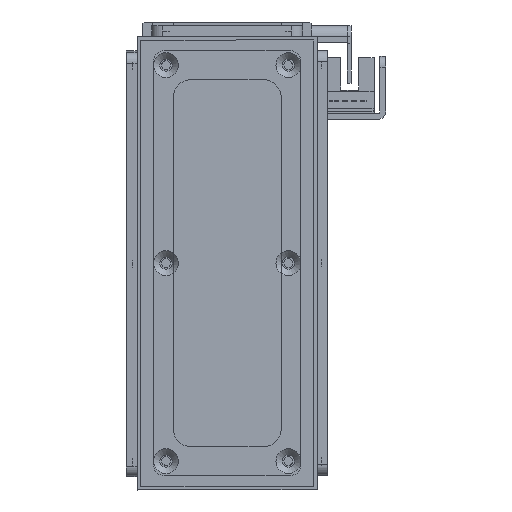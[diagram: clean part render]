
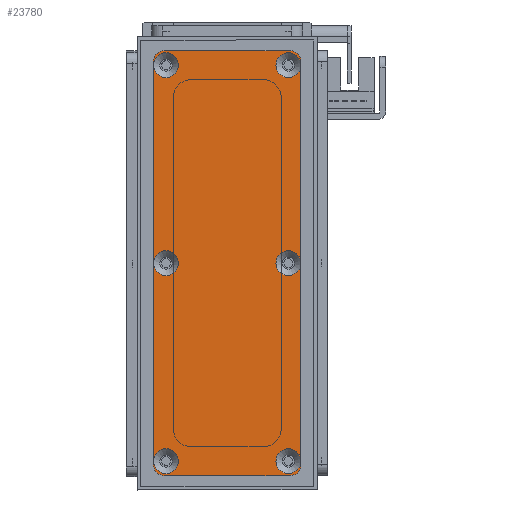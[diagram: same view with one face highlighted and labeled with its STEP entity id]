
A CAD part, front view. The second image highlights one B-rep face of the part: STEP entity #23780.
In plain terms, the highlighted face is planar.
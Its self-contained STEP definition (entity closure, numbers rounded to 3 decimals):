
#980=FACE_BOUND('',#4409,.T.);
#981=FACE_BOUND('',#4410,.T.);
#982=FACE_BOUND('',#4411,.T.);
#983=FACE_BOUND('',#4412,.T.);
#984=FACE_BOUND('',#4413,.T.);
#985=FACE_BOUND('',#4414,.T.);
#1572=PLANE('',#26501);
#2724=FACE_OUTER_BOUND('',#4408,.T.);
#4408=EDGE_LOOP('',(#21114,#21115,#21116,#21117,#21118,#21119,#21120,#21121));
#4409=EDGE_LOOP('',(#21122));
#4410=EDGE_LOOP('',(#21123));
#4411=EDGE_LOOP('',(#21124));
#4412=EDGE_LOOP('',(#21125));
#4413=EDGE_LOOP('',(#21126));
#4414=EDGE_LOOP('',(#21127));
#6437=LINE('',#40765,#8616);
#6441=LINE('',#40777,#8620);
#6445=LINE('',#40789,#8624);
#6449=LINE('',#40799,#8628);
#8616=VECTOR('',#32630,10.);
#8620=VECTOR('',#32642,10.);
#8624=VECTOR('',#32654,10.);
#8628=VECTOR('',#32666,10.);
#9817=CIRCLE('',#26455,3.45);
#9820=CIRCLE('',#26460,3.45);
#9823=CIRCLE('',#26465,3.45);
#9826=CIRCLE('',#26470,3.45);
#9829=CIRCLE('',#26475,3.45);
#9832=CIRCLE('',#26480,3.45);
#9836=CIRCLE('',#26486,3.);
#9838=CIRCLE('',#26490,3.);
#9840=CIRCLE('',#26494,3.);
#9842=CIRCLE('',#26498,3.);
#11846=VERTEX_POINT('',#40693);
#11849=VERTEX_POINT('',#40703);
#11852=VERTEX_POINT('',#40713);
#11855=VERTEX_POINT('',#40723);
#11858=VERTEX_POINT('',#40733);
#11861=VERTEX_POINT('',#40743);
#11866=VERTEX_POINT('',#40756);
#11867=VERTEX_POINT('',#40758);
#11869=VERTEX_POINT('',#40764);
#11871=VERTEX_POINT('',#40770);
#11873=VERTEX_POINT('',#40776);
#11875=VERTEX_POINT('',#40782);
#11877=VERTEX_POINT('',#40788);
#11879=VERTEX_POINT('',#40794);
#14967=EDGE_CURVE('',#11846,#11846,#9817,.T.);
#14972=EDGE_CURVE('',#11849,#11849,#9820,.T.);
#14977=EDGE_CURVE('',#11852,#11852,#9823,.T.);
#14982=EDGE_CURVE('',#11855,#11855,#9826,.T.);
#14987=EDGE_CURVE('',#11858,#11858,#9829,.T.);
#14992=EDGE_CURVE('',#11861,#11861,#9832,.T.);
#14999=EDGE_CURVE('',#11867,#11866,#9836,.T.);
#15002=EDGE_CURVE('',#11869,#11867,#6437,.T.);
#15005=EDGE_CURVE('',#11871,#11869,#9838,.T.);
#15008=EDGE_CURVE('',#11873,#11871,#6441,.T.);
#15011=EDGE_CURVE('',#11875,#11873,#9840,.T.);
#15014=EDGE_CURVE('',#11877,#11875,#6445,.T.);
#15017=EDGE_CURVE('',#11879,#11877,#9842,.T.);
#15020=EDGE_CURVE('',#11866,#11879,#6449,.T.);
#21114=ORIENTED_EDGE('',*,*,#15020,.T.);
#21115=ORIENTED_EDGE('',*,*,#15017,.T.);
#21116=ORIENTED_EDGE('',*,*,#15014,.T.);
#21117=ORIENTED_EDGE('',*,*,#15011,.T.);
#21118=ORIENTED_EDGE('',*,*,#15008,.T.);
#21119=ORIENTED_EDGE('',*,*,#15005,.T.);
#21120=ORIENTED_EDGE('',*,*,#15002,.T.);
#21121=ORIENTED_EDGE('',*,*,#14999,.T.);
#21122=ORIENTED_EDGE('',*,*,#14967,.T.);
#21123=ORIENTED_EDGE('',*,*,#14972,.T.);
#21124=ORIENTED_EDGE('',*,*,#14977,.T.);
#21125=ORIENTED_EDGE('',*,*,#14982,.T.);
#21126=ORIENTED_EDGE('',*,*,#14987,.T.);
#21127=ORIENTED_EDGE('',*,*,#14992,.T.);
#23780=ADVANCED_FACE('',(#2724,#980,#981,#982,#983,#984,#985),#1572,.T.);
#26455=AXIS2_PLACEMENT_3D('',#40694,#32549,#32550);
#26460=AXIS2_PLACEMENT_3D('',#40704,#32561,#32562);
#26465=AXIS2_PLACEMENT_3D('',#40714,#32573,#32574);
#26470=AXIS2_PLACEMENT_3D('',#40724,#32585,#32586);
#26475=AXIS2_PLACEMENT_3D('',#40734,#32597,#32598);
#26480=AXIS2_PLACEMENT_3D('',#40744,#32609,#32610);
#26486=AXIS2_PLACEMENT_3D('',#40759,#32624,#32625);
#26490=AXIS2_PLACEMENT_3D('',#40771,#32636,#32637);
#26494=AXIS2_PLACEMENT_3D('',#40783,#32648,#32649);
#26498=AXIS2_PLACEMENT_3D('',#40795,#32660,#32661);
#26501=AXIS2_PLACEMENT_3D('',#40801,#32669,#32670);
#32549=DIRECTION('center_axis',(0.,0.,-1.));
#32550=DIRECTION('ref_axis',(1.,0.,0.));
#32561=DIRECTION('center_axis',(0.,0.,-1.));
#32562=DIRECTION('ref_axis',(1.,0.,0.));
#32573=DIRECTION('center_axis',(0.,0.,-1.));
#32574=DIRECTION('ref_axis',(1.,0.,0.));
#32585=DIRECTION('center_axis',(0.,0.,-1.));
#32586=DIRECTION('ref_axis',(1.,0.,0.));
#32597=DIRECTION('center_axis',(0.,0.,-1.));
#32598=DIRECTION('ref_axis',(1.,0.,0.));
#32609=DIRECTION('center_axis',(0.,0.,-1.));
#32610=DIRECTION('ref_axis',(1.,0.,0.));
#32624=DIRECTION('center_axis',(0.,0.,1.));
#32625=DIRECTION('ref_axis',(-1.,0.,0.));
#32630=DIRECTION('',(0.,1.,0.));
#32636=DIRECTION('center_axis',(0.,0.,1.));
#32637=DIRECTION('ref_axis',(0.,1.,0.));
#32642=DIRECTION('',(1.,0.,0.));
#32648=DIRECTION('center_axis',(0.,0.,1.));
#32649=DIRECTION('ref_axis',(1.,0.,0.));
#32654=DIRECTION('',(0.,-1.,0.));
#32660=DIRECTION('center_axis',(0.,0.,1.));
#32661=DIRECTION('ref_axis',(0.,-1.,0.));
#32666=DIRECTION('',(-1.,0.,0.));
#32669=DIRECTION('center_axis',(0.,0.,1.));
#32670=DIRECTION('ref_axis',(1.,0.,0.));
#40693=CARTESIAN_POINT('',(110.55,3.5,3.));
#40694=CARTESIAN_POINT('Origin',(114.,3.5,3.));
#40703=CARTESIAN_POINT('',(55.55,37.5,3.));
#40704=CARTESIAN_POINT('Origin',(59.,37.5,3.));
#40713=CARTESIAN_POINT('',(55.55,3.5,3.));
#40714=CARTESIAN_POINT('Origin',(59.,3.5,3.));
#40723=CARTESIAN_POINT('',(0.55,37.5,3.));
#40724=CARTESIAN_POINT('Origin',(4.,37.5,3.));
#40733=CARTESIAN_POINT('',(110.55,37.5,3.));
#40734=CARTESIAN_POINT('Origin',(114.,37.5,3.));
#40743=CARTESIAN_POINT('',(0.55,3.5,3.));
#40744=CARTESIAN_POINT('Origin',(4.,3.5,3.));
#40756=CARTESIAN_POINT('',(115.,41.,3.));
#40758=CARTESIAN_POINT('',(118.,38.,3.));
#40759=CARTESIAN_POINT('Origin',(115.,38.,3.));
#40764=CARTESIAN_POINT('',(118.,3.,3.));
#40765=CARTESIAN_POINT('',(118.,38.,3.));
#40770=CARTESIAN_POINT('',(115.,0.,3.));
#40771=CARTESIAN_POINT('Origin',(115.,3.,3.));
#40776=CARTESIAN_POINT('',(3.,0.,3.));
#40777=CARTESIAN_POINT('',(115.,0.,3.));
#40782=CARTESIAN_POINT('',(0.,3.,3.));
#40783=CARTESIAN_POINT('Origin',(3.,3.,3.));
#40788=CARTESIAN_POINT('',(0.,38.,3.));
#40789=CARTESIAN_POINT('',(0.,3.,3.));
#40794=CARTESIAN_POINT('',(3.,41.,3.));
#40795=CARTESIAN_POINT('Origin',(3.,38.,3.));
#40799=CARTESIAN_POINT('',(3.,41.,3.));
#40801=CARTESIAN_POINT('Origin',(59.,20.5,3.));
